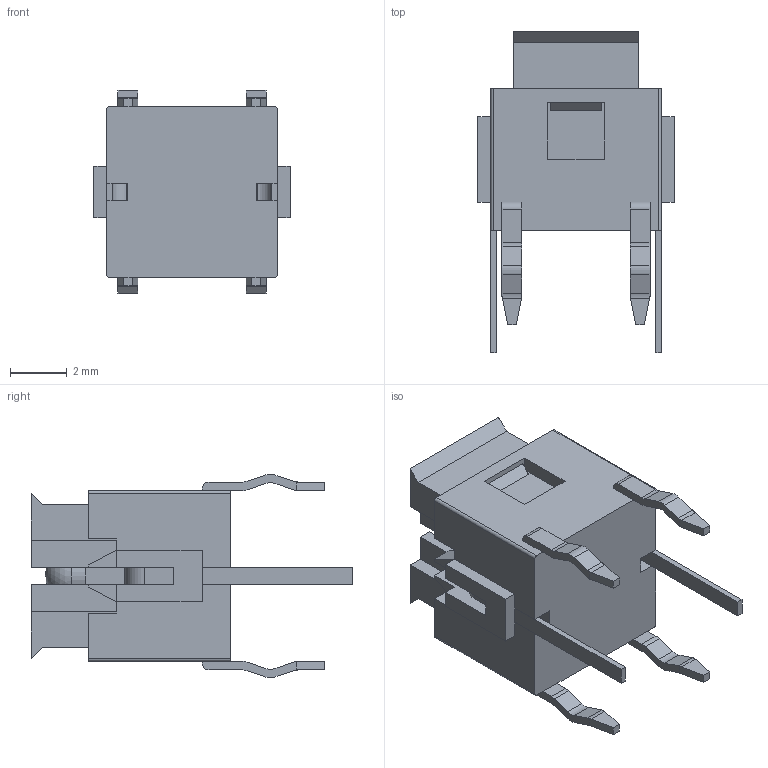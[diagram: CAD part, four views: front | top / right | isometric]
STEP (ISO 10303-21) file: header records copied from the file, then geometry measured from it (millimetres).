
FILE_DESCRIPTION(/* description */ (''),/* implementation_level */ '2;1');
FILE_NAME(/* name */ 'swtich_keyboard_LED_backlit v1.step',/* time_stamp */ '2020-01-20T16:17:13+11:00',/* author */ (''),/* organization */ (''),/* preprocessor_version */ 'ST-DEVELOPER v18',/* originating_system */ 'Autodesk Translation Framework v8.12.0.6',/* authorisation */ '');
FILE_SCHEMA (('AUTOMOTIVE_DESIGN { 1 0 10303 214 3 1 1 }'));
Length unit declared in the file: millimetre
Products named in the file (4): swtich_keyboard_LED_backlit; switch_body; switch_centre; LED
Assembly tree (3 placements, depth 2):
  swtich_keyboard_LED_backlit
    switch_body
    switch_centre
    LED
Bounding box: 6.9 x 11.29 x 7.15 mm (x, y, z)
Volume: 162.2 mm3; surface area: 570.6 mm2
Topology: 9 solids, 9 shells, 227 faces, 623 edges, 409 vertices
Faces by surface type: plane 188, cylinder 38, sphere 1
Full cylindrical faces by diameter (mm): 1.8 x1
Entity records: 7263 total; most frequent: CARTESIAN_POINT 1265, ORIENTED_EDGE 1244, DIRECTION 1185, EDGE_CURVE 622, LINE 527, VECTOR 527, VERTEX_POINT 409, AXIS2_PLACEMENT_3D 329
